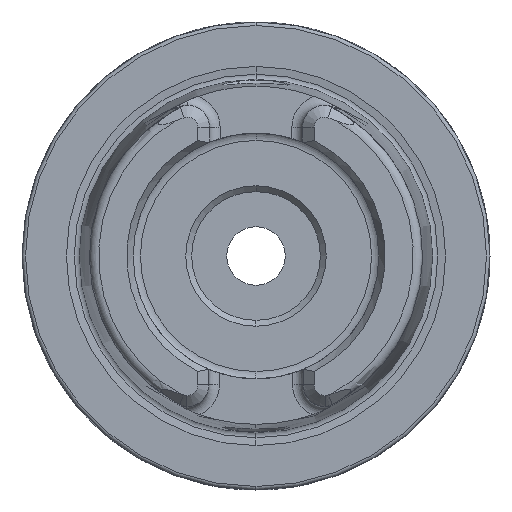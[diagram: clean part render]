
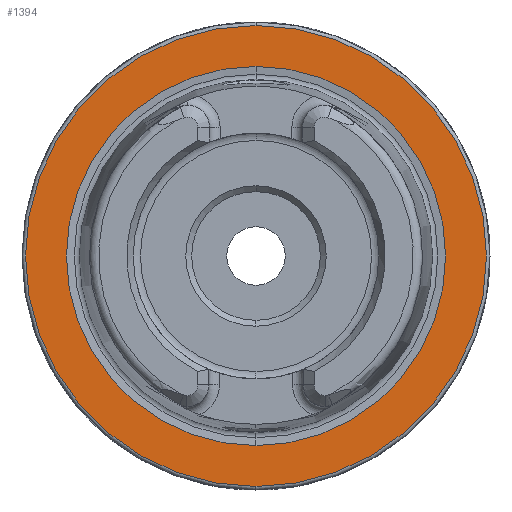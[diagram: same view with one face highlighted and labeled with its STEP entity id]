
A CAD part, left-side view. The second image highlights one B-rep face of the part: STEP entity #1394.
In plain terms, the highlighted planar face has unit normal (-1, 0, 0).
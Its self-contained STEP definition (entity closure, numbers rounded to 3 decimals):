
#29 = AXIS2_PLACEMENT_3D ( 'NONE', #5800, #1638, #214 ) ;
#164 = CARTESIAN_POINT ( 'NONE',  ( 0., 0., -16.207 ) ) ;
#189 = DIRECTION ( 'NONE',  ( -1., 0., 0. ) ) ;
#214 = DIRECTION ( 'NONE',  ( 0., 0., 1. ) ) ;
#321 = EDGE_LOOP ( 'NONE', ( #8293, #4504 ) ) ;
#389 = FACE_OUTER_BOUND ( 'NONE', #321, .T. ) ;
#407 = CARTESIAN_POINT ( 'NONE',  ( 0., 0., -19.7 ) ) ;
#437 = CARTESIAN_POINT ( 'NONE',  ( 0., 19.7, 0. ) ) ;
#520 = ORIENTED_EDGE ( 'NONE', *, *, #7445, .F. ) ;
#1210 = VERTEX_POINT ( 'NONE', #4106 ) ;
#1394 = ADVANCED_FACE ( 'NONE', ( #7995, #389 ), #4583, .F. ) ;
#1523 = CIRCLE ( 'NONE', #29, 16.207 ) ;
#1638 = DIRECTION ( 'NONE',  ( -1., 0., 0. ) ) ;
#1704 = VERTEX_POINT ( 'NONE', #407 ) ;
#1978 = AXIS2_PLACEMENT_3D ( 'NONE', #7872, #189, #5111 ) ;
#2095 = EDGE_CURVE ( 'NONE', #1704, #5700, #3808, .T. ) ;
#2220 = CIRCLE ( 'NONE', #6967, 16.207 ) ;
#2257 = CARTESIAN_POINT ( 'NONE',  ( 0., 0., 0. ) ) ;
#3808 = CIRCLE ( 'NONE', #1978, 19.7 ) ;
#3945 = DIRECTION ( 'NONE',  ( 1., 0., 0. ) ) ;
#4082 = DIRECTION ( 'NONE',  ( -1., 0., 0. ) ) ;
#4090 = VERTEX_POINT ( 'NONE', #164 ) ;
#4106 = CARTESIAN_POINT ( 'NONE',  ( 0., 0., 16.207 ) ) ;
#4295 = DIRECTION ( 'NONE',  ( -1., 0., 0. ) ) ;
#4504 = ORIENTED_EDGE ( 'NONE', *, *, #2095, .T. ) ;
#4583 = PLANE ( 'NONE',  #7384 ) ;
#5111 = DIRECTION ( 'NONE',  ( 0., 0., 1. ) ) ;
#5491 = CARTESIAN_POINT ( 'NONE',  ( 0., 0., 0. ) ) ;
#5503 = EDGE_CURVE ( 'NONE', #4090, #1210, #1523, .T. ) ;
#5624 = EDGE_LOOP ( 'NONE', ( #520, #7692 ) ) ;
#5700 = VERTEX_POINT ( 'NONE', #8078 ) ;
#5800 = CARTESIAN_POINT ( 'NONE',  ( 0., 0., 0. ) ) ;
#6450 = DIRECTION ( 'NONE',  ( 0., 0., 1. ) ) ;
#6693 = DIRECTION ( 'NONE',  ( 0., 0., -1. ) ) ;
#6967 = AXIS2_PLACEMENT_3D ( 'NONE', #5491, #4082, #8750 ) ;
#7384 = AXIS2_PLACEMENT_3D ( 'NONE', #437, #3945, #6693 ) ;
#7445 = EDGE_CURVE ( 'NONE', #1210, #4090, #2220, .T. ) ;
#7582 = EDGE_CURVE ( 'NONE', #5700, #1704, #8430, .T. ) ;
#7692 = ORIENTED_EDGE ( 'NONE', *, *, #5503, .F. ) ;
#7872 = CARTESIAN_POINT ( 'NONE',  ( 0., 0., 0. ) ) ;
#7995 = FACE_BOUND ( 'NONE', #5624, .T. ) ;
#8012 = AXIS2_PLACEMENT_3D ( 'NONE', #2257, #4295, #6450 ) ;
#8078 = CARTESIAN_POINT ( 'NONE',  ( 0., 0., 19.7 ) ) ;
#8293 = ORIENTED_EDGE ( 'NONE', *, *, #7582, .T. ) ;
#8430 = CIRCLE ( 'NONE', #8012, 19.7 ) ;
#8750 = DIRECTION ( 'NONE',  ( 0., 0., 1. ) ) ;
